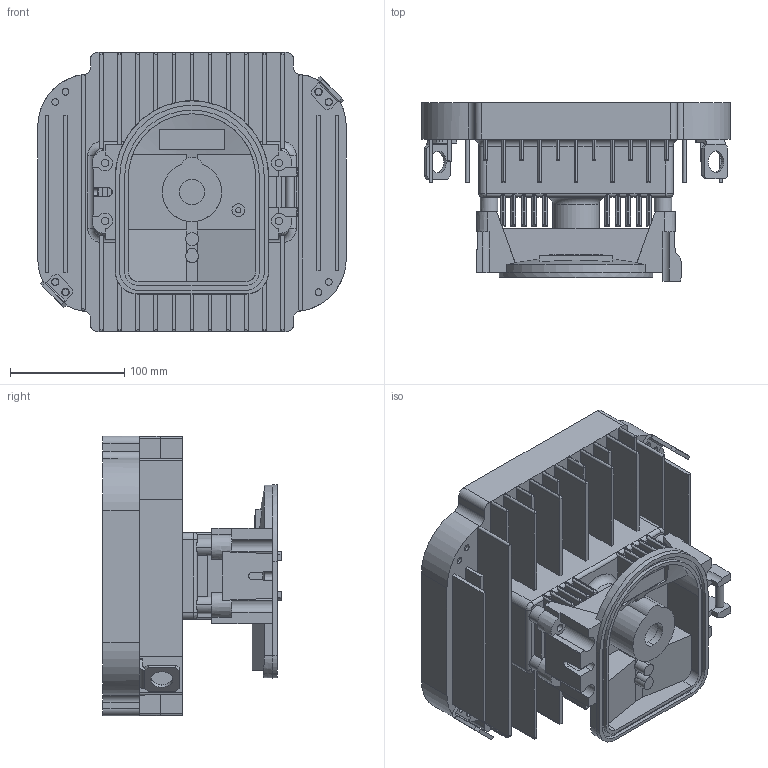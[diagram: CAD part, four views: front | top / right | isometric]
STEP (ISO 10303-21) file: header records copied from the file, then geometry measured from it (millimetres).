
FILE_DESCRIPTION((''),'2;1');
FILE_NAME('CID1_AREA_LIGHT_STEP_ASM_ASM','2017-07-27T',('mirabem'),(''),'PRO/ENGINEER BY PARAMETRIC TECHNOLOGY CORPORATION, 2014000','PRO/ENGINEER BY PARAMETRIC TECHNOLOGY CORPORATION, 2014000','');
FILE_SCHEMA(('CONFIG_CONTROL_DESIGN'));
Length unit declared in the file: inch
Products named in the file (5): AREALIGHT_STEP_1; 0000443232; AREA_LIGHT_STEP_ASM_1_ASM; ADAPTER_AREALIGHT_REDUCED; CID1_AREA_LIGHT_STEP_ASM_ASM
Assembly tree (5 placements, depth 3):
  CID1_AREA_LIGHT_STEP_ASM_ASM
    AREA_LIGHT_STEP_ASM_1_ASM
      AREALIGHT_STEP_1
      0000443232  x2
    ADAPTER_AREALIGHT_REDUCED
Bounding box: 270.51 x 156.08 x 245.11 mm (x, y, z)
Volume: 3105906.5 mm3; surface area: 517151.5 mm2
Topology: 4 solids, 4 shells, 932 faces, 2455 edges, 1523 vertices
Faces by surface type: plane 429, cylinder 399, sphere 44, cone 26, torus 19, bspline 15
Entity records: 29266 total; most frequent: CARTESIAN_POINT 7137, ORIENTED_EDGE 4682, DIRECTION 4510, EDGE_CURVE 2341, AXIS2_PLACEMENT_3D 1578, VERTEX_POINT 1477, VECTOR 1354, LINE 1354
